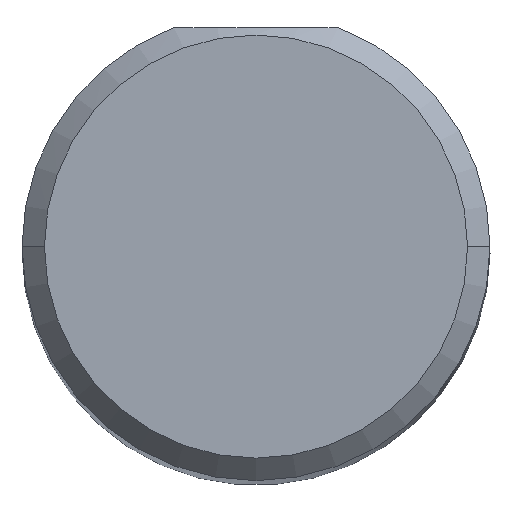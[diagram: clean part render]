
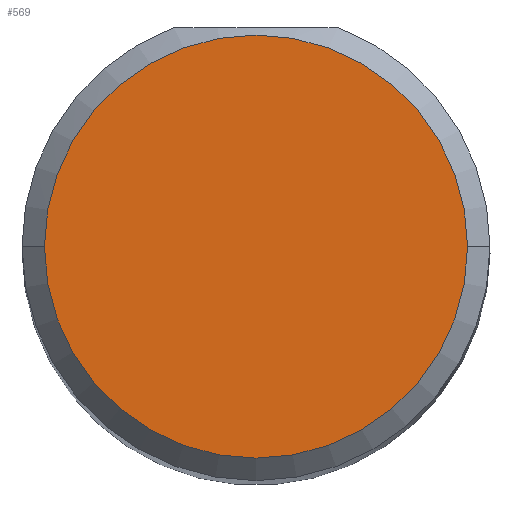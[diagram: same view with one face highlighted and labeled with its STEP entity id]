
A CAD part, top view. The second image highlights one B-rep face of the part: STEP entity #569.
In plain terms, the highlighted planar face has unit normal (0, 0, 1).
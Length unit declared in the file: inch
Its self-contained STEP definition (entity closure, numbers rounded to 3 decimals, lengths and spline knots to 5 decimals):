
#64 = FACE_OUTER_BOUND ( 'NONE', #663, .T. ) ;
#85 = DIRECTION ( 'NONE',  ( 1., 0., 0. ) ) ;
#117 = EDGE_CURVE ( 'NONE', #656, #233, #421, .T. ) ;
#132 = PLANE ( 'NONE',  #321 ) ;
#137 = DIRECTION ( 'NONE',  ( 0., 0., 1. ) ) ;
#218 = CARTESIAN_POINT ( 'NONE',  ( 0., 0., 2.5 ) ) ;
#233 = VERTEX_POINT ( 'NONE', #622 ) ;
#241 = ORIENTED_EDGE ( 'NONE', *, *, #117, .T. ) ;
#282 = ORIENTED_EDGE ( 'NONE', *, *, #593, .T. ) ;
#321 = AXIS2_PLACEMENT_3D ( 'NONE', #369, #510, #85 ) ;
#369 = CARTESIAN_POINT ( 'NONE',  ( 0., 0., 2.5 ) ) ;
#399 = DIRECTION ( 'NONE',  ( 0., 0., 1. ) ) ;
#421 = CIRCLE ( 'NONE', #653, 0.14125 ) ;
#499 = CARTESIAN_POINT ( 'NONE',  ( 0., 0., 2.5 ) ) ;
#510 = DIRECTION ( 'NONE',  ( 0., 0., 1. ) ) ;
#521 = DIRECTION ( 'NONE',  ( 1., 0., 0. ) ) ;
#569 = ADVANCED_FACE ( 'NONE', ( #64 ), #132, .T. ) ;
#593 = EDGE_CURVE ( 'NONE', #233, #656, #741, .T. ) ;
#622 = CARTESIAN_POINT ( 'NONE',  ( -0.14125, 0., 2.5 ) ) ;
#653 = AXIS2_PLACEMENT_3D ( 'NONE', #218, #399, #521 ) ;
#656 = VERTEX_POINT ( 'NONE', #729 ) ;
#663 = EDGE_LOOP ( 'NONE', ( #282, #241 ) ) ;
#682 = AXIS2_PLACEMENT_3D ( 'NONE', #499, #137, #740 ) ;
#729 = CARTESIAN_POINT ( 'NONE',  ( 0.14125, 0., 2.5 ) ) ;
#740 = DIRECTION ( 'NONE',  ( 1., 0., 0. ) ) ;
#741 = CIRCLE ( 'NONE', #682, 0.14125 ) ;
